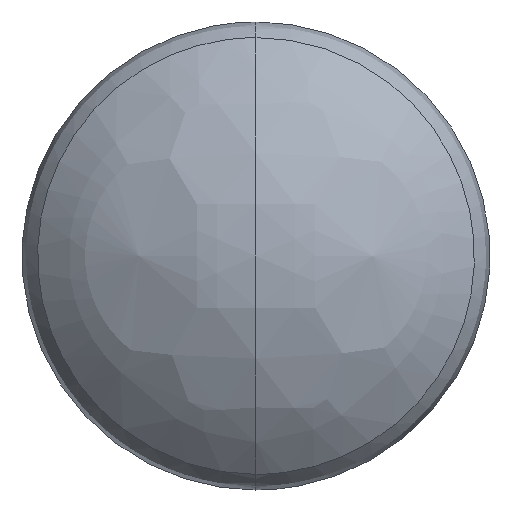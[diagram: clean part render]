
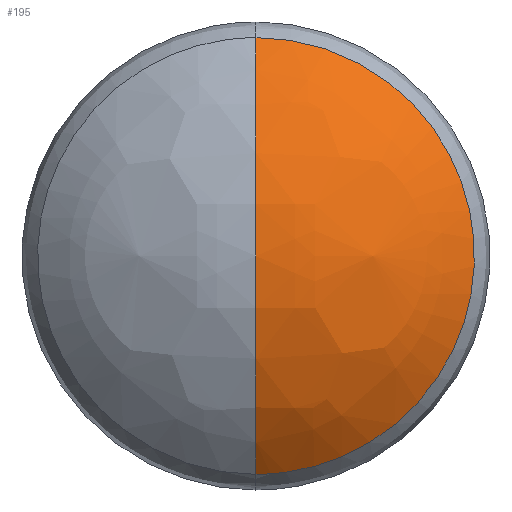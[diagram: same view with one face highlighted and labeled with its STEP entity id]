
A CAD part, front view. The second image highlights one B-rep face of the part: STEP entity #195.
In plain terms, the highlighted free-form (B-spline) face has degree [2, 2] with [3, 3] control points.
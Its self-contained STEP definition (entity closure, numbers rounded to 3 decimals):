
#195 = ADVANCED_FACE('',(#196),#224,.T.);
#196 = FACE_BOUND('',#197,.T.);
#197 = EDGE_LOOP('',(#198,#208,#216));
#198 = ORIENTED_EDGE('',*,*,#199,.F.);
#199 = EDGE_CURVE('',#200,#202,#204,.T.);
#200 = VERTEX_POINT('',#201);
#201 = CARTESIAN_POINT('',(0.,-31.724,0.));
#202 = VERTEX_POINT('',#203);
#203 = CARTESIAN_POINT('',(0.,-25.47,16.183));
#204 = ( BOUNDED_CURVE() B_SPLINE_CURVE(2,(#205,#206,#207),
.UNSPECIFIED.,.F.,.F.) B_SPLINE_CURVE_WITH_KNOTS((3,3),(4.712,
5.45),.PIECEWISE_BEZIER_KNOTS.) CURVE() 
GEOMETRIC_REPRESENTATION_ITEM() RATIONAL_B_SPLINE_CURVE((1.,
0.933,1.)) REPRESENTATION_ITEM('') );
#205 = CARTESIAN_POINT('',(0.,-31.724,0.));
#206 = CARTESIAN_POINT('',(0.,-31.724,9.3));
#207 = CARTESIAN_POINT('',(0.,-25.47,16.183));
#208 = ORIENTED_EDGE('',*,*,#209,.T.);
#209 = EDGE_CURVE('',#200,#210,#212,.T.);
#210 = VERTEX_POINT('',#211);
#211 = CARTESIAN_POINT('',(0.,-25.47,
    -16.183));
#212 = ( BOUNDED_CURVE() B_SPLINE_CURVE(2,(#213,#214,#215),
.UNSPECIFIED.,.F.,.F.) B_SPLINE_CURVE_WITH_KNOTS((3,3),(4.712,
5.45),.PIECEWISE_BEZIER_KNOTS.) CURVE() 
GEOMETRIC_REPRESENTATION_ITEM() RATIONAL_B_SPLINE_CURVE((1.,
0.933,1.)) REPRESENTATION_ITEM('') );
#213 = CARTESIAN_POINT('',(0.,-31.724,
    0.));
#214 = CARTESIAN_POINT('',(0.,-31.724,
    -9.3));
#215 = CARTESIAN_POINT('',(0.,-25.47,
    -16.183));
#216 = ORIENTED_EDGE('',*,*,#217,.F.);
#217 = EDGE_CURVE('',#202,#210,#218,.T.);
#218 = ( BOUNDED_CURVE() B_SPLINE_CURVE(2,(#219,#220,#221,#222,#223),
.UNSPECIFIED.,.F.,.F.) B_SPLINE_CURVE_WITH_KNOTS((3,2,3),(0.,
1.571,3.142),.PIECEWISE_BEZIER_KNOTS.) CURVE() 
GEOMETRIC_REPRESENTATION_ITEM() RATIONAL_B_SPLINE_CURVE((1.,
0.707,1.,0.707,1.)) REPRESENTATION_ITEM('') );
#219 = CARTESIAN_POINT('',(0.,-25.47,16.183));
#220 = CARTESIAN_POINT('',(16.183,-25.47,
    16.183));
#221 = CARTESIAN_POINT('',(16.183,-25.47,
    0.));
#222 = CARTESIAN_POINT('',(16.183,-25.47,
    -16.183));
#223 = CARTESIAN_POINT('',(0.,-25.47,
    -16.183));
#224 = ( BOUNDED_SURFACE() B_SPLINE_SURFACE(2,2,(
    (#225,#226,#227)
    ,(#228,#229,#230)
    ,(#231,#232,#233
)),.UNSPECIFIED.,.F.,.F.,.F.) B_SPLINE_SURFACE_WITH_KNOTS((3,3),(3,3),(
    0.833,2.308),(0.,0.741),
.PIECEWISE_BEZIER_KNOTS.) GEOMETRIC_REPRESENTATION_ITEM() 
RATIONAL_B_SPLINE_SURFACE((
    (1.,0.932,1.)
    ,(0.74,0.69,0.74)
,(1.,0.932,1.))) REPRESENTATION_ITEM('') SURFACE() );
#225 = CARTESIAN_POINT('',(0.,-25.47,16.183));
#226 = CARTESIAN_POINT('',(9.343,-25.47,
    16.183));
#227 = CARTESIAN_POINT('',(16.238,-20.804,
    11.944));
#228 = CARTESIAN_POINT('',(0.,-40.173,0.));
#229 = CARTESIAN_POINT('',(9.343,-40.173,
    0.));
#230 = CARTESIAN_POINT('',(16.238,-31.656,
    0.));
#231 = CARTESIAN_POINT('',(0.,-25.47,-16.183));
#232 = CARTESIAN_POINT('',(9.343,-25.47,
    -16.183));
#233 = CARTESIAN_POINT('',(16.238,-20.804,
    -11.944));
